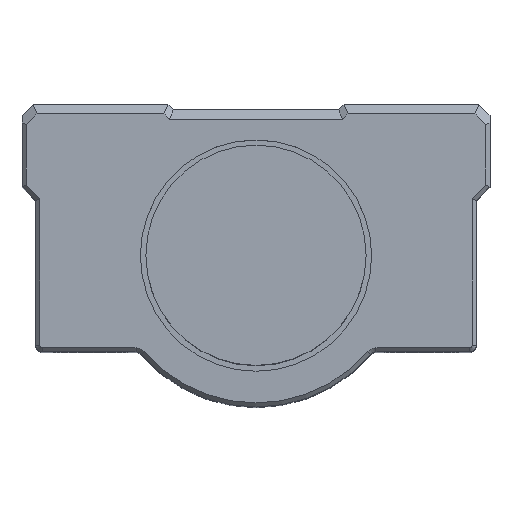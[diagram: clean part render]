
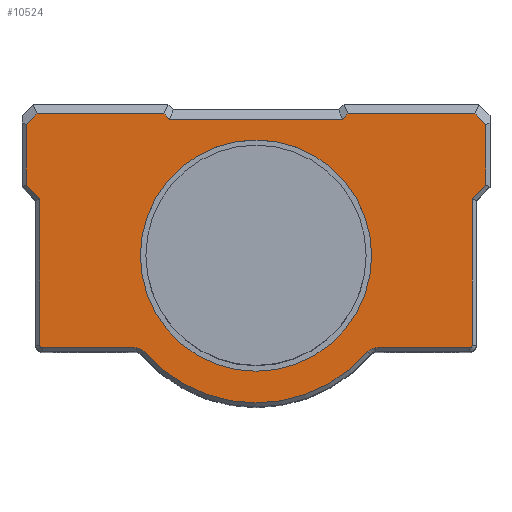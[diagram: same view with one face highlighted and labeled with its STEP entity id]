
A CAD part, top view. The second image highlights one B-rep face of the part: STEP entity #10524.
In plain terms, the highlighted planar face has unit normal (0, 0, 1).
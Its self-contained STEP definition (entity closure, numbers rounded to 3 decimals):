
#8057=CARTESIAN_POINT('',(6.69,10.3,15.0));
#8058=VERTEX_POINT('',#8057);
#8059=CARTESIAN_POINT('',(15.91,10.3,15.0));
#8060=VERTEX_POINT('',#8059);
#8061=CARTESIAN_POINT('',(6.69,10.3,15.0));
#8062=DIRECTION('',(1.0,0.0,0.0));
#8063=VECTOR('',#8062,9.22);
#8064=LINE('',#8061,#8063);
#8065=EDGE_CURVE('',#8058,#8060,#8064,.T.);
#8097=CARTESIAN_POINT('',(6.29,9.9,15.0));
#8098=VERTEX_POINT('',#8097);
#8099=CARTESIAN_POINT('',(6.29,9.9,15.0));
#8100=DIRECTION('',(0.707,0.707,0.0));
#8101=VECTOR('',#8100,0.566);
#8102=LINE('',#8099,#8101);
#8103=EDGE_CURVE('',#8098,#8058,#8102,.T.);
#8128=CARTESIAN_POINT('',(-6.29,9.9,15.0));
#8129=VERTEX_POINT('',#8128);
#8130=CARTESIAN_POINT('',(-6.29,9.9,15.0));
#8131=DIRECTION('',(1.0,0.0,0.0));
#8132=VECTOR('',#8131,12.58);
#8133=LINE('',#8130,#8132);
#8134=EDGE_CURVE('',#8129,#8098,#8133,.T.);
#8159=CARTESIAN_POINT('',(-6.69,10.3,15.0));
#8160=VERTEX_POINT('',#8159);
#8161=CARTESIAN_POINT('',(-6.69,10.3,15.0));
#8162=DIRECTION('',(0.707,-0.707,0.0));
#8163=VECTOR('',#8162,0.566);
#8164=LINE('',#8161,#8163);
#8165=EDGE_CURVE('',#8160,#8129,#8164,.T.);
#8190=CARTESIAN_POINT('',(-16.7,9.51,15.0));
#8191=VERTEX_POINT('',#8190);
#8200=CARTESIAN_POINT('',(-15.91,10.3,15.0));
#8201=VERTEX_POINT('',#8200);
#8202=CARTESIAN_POINT('',(-16.7,9.51,15.0));
#8203=DIRECTION('',(0.707,0.707,0.0));
#8204=VECTOR('',#8203,1.117);
#8205=LINE('',#8202,#8204);
#8206=EDGE_CURVE('',#8191,#8201,#8205,.T.);
#8238=CARTESIAN_POINT('',(-15.91,10.3,15.0));
#8239=DIRECTION('',(1.0,0.0,0.0));
#8240=VECTOR('',#8239,9.22);
#8241=LINE('',#8238,#8240);
#8242=EDGE_CURVE('',#8201,#8160,#8241,.T.);
#10372=CARTESIAN_POINT('',(16.7,9.51,15.0));
#10373=VERTEX_POINT('',#10372);
#10383=CARTESIAN_POINT('',(15.91,10.3,15.0));
#10384=DIRECTION('',(0.707,-0.707,0.0));
#10385=VECTOR('',#10384,1.117);
#10386=LINE('',#10383,#10385);
#10387=EDGE_CURVE('',#8060,#10373,#10386,.T.);
#10392=CARTESIAN_POINT('',(0.,1.567,15.0));
#10393=DIRECTION('',(0.0,0.0,1.0));
#10394=DIRECTION('',(1.0,0.0,0.0));
#10395=AXIS2_PLACEMENT_3D('',#10392,#10393,#10394);
#10396=PLANE('',#10395);
#10397=CARTESIAN_POINT('',(-16.7,5.124,15.0));
#10398=VERTEX_POINT('',#10397);
#10399=CARTESIAN_POINT('',(-16.7,5.124,15.0));
#10400=DIRECTION('',(0.0,1.0,0.0));
#10401=VECTOR('',#10400,4.386);
#10402=LINE('',#10399,#10401);
#10403=EDGE_CURVE('',#10398,#8191,#10402,.T.);
#10404=ORIENTED_EDGE('',*,*,#10403,.F.);
#10405=CARTESIAN_POINT('',(-15.7,4.124,15.0));
#10406=VERTEX_POINT('',#10405);
#10407=CARTESIAN_POINT('',(-15.7,4.124,15.0));
#10408=DIRECTION('',(-0.707,0.707,0.0));
#10409=VECTOR('',#10408,1.414);
#10410=LINE('',#10407,#10409);
#10411=EDGE_CURVE('',#10406,#10398,#10410,.T.);
#10412=ORIENTED_EDGE('',*,*,#10411,.F.);
#10413=CARTESIAN_POINT('',(-15.7,-6.5,15.0));
#10414=VERTEX_POINT('',#10413);
#10415=CARTESIAN_POINT('',(-15.7,-6.5,15.0));
#10416=DIRECTION('',(0.0,1.0,0.0));
#10417=VECTOR('',#10416,10.624);
#10418=LINE('',#10415,#10417);
#10419=EDGE_CURVE('',#10414,#10406,#10418,.T.);
#10420=ORIENTED_EDGE('',*,*,#10419,.F.);
#10421=CARTESIAN_POINT('',(-15.5,-6.7,15.0));
#10422=VERTEX_POINT('',#10421);
#10423=CARTESIAN_POINT('',(-15.5,-6.5,15.0));
#10424=DIRECTION('',(0.0,0.0,-1.0));
#10425=DIRECTION('',(-1.0,0.0,0.0));
#10426=AXIS2_PLACEMENT_3D('',#10423,#10424,#10425);
#10427=CIRCLE('',#10426,0.2);
#10428=EDGE_CURVE('',#10422,#10414,#10427,.T.);
#10429=ORIENTED_EDGE('',*,*,#10428,.F.);
#10430=CARTESIAN_POINT('',(-8.718,-6.7,15.0));
#10431=VERTEX_POINT('',#10430);
#10432=CARTESIAN_POINT('',(-8.718,-6.7,15.0));
#10433=DIRECTION('',(-1.0,0.0,0.0));
#10434=VECTOR('',#10433,6.782);
#10435=LINE('',#10432,#10434);
#10436=EDGE_CURVE('',#10431,#10422,#10435,.T.);
#10437=ORIENTED_EDGE('',*,*,#10436,.F.);
#10438=CARTESIAN_POINT('',(-8.111,-6.978,15.0));
#10439=VERTEX_POINT('',#10438);
#10440=CARTESIAN_POINT('',(-8.718,-7.5,15.0));
#10441=DIRECTION('',(0.0,0.0,1.0));
#10442=DIRECTION('',(0.758,0.652,0.0));
#10443=AXIS2_PLACEMENT_3D('',#10440,#10441,#10442);
#10444=CIRCLE('',#10443,0.8);
#10445=EDGE_CURVE('',#10439,#10431,#10444,.T.);
#10446=ORIENTED_EDGE('',*,*,#10445,.F.);
#10447=CARTESIAN_POINT('',(8.111,-6.978,15.0));
#10448=VERTEX_POINT('',#10447);
#10449=CARTESIAN_POINT('',(0.0,0.0,15.0));
#10450=DIRECTION('',(0.0,0.0,-1.0));
#10451=DIRECTION('',(-0.758,-0.652,0.0));
#10452=AXIS2_PLACEMENT_3D('',#10449,#10450,#10451);
#10453=CIRCLE('',#10452,10.7);
#10454=EDGE_CURVE('',#10448,#10439,#10453,.T.);
#10455=ORIENTED_EDGE('',*,*,#10454,.F.);
#10456=CARTESIAN_POINT('',(8.718,-6.7,15.0));
#10457=VERTEX_POINT('',#10456);
#10458=CARTESIAN_POINT('',(8.718,-7.5,15.0));
#10459=DIRECTION('',(0.0,0.0,1.0));
#10460=DIRECTION('',(0.0,1.0,0.0));
#10461=AXIS2_PLACEMENT_3D('',#10458,#10459,#10460);
#10462=CIRCLE('',#10461,0.8);
#10463=EDGE_CURVE('',#10457,#10448,#10462,.T.);
#10464=ORIENTED_EDGE('',*,*,#10463,.F.);
#10465=CARTESIAN_POINT('',(15.5,-6.7,15.0));
#10466=VERTEX_POINT('',#10465);
#10467=CARTESIAN_POINT('',(15.5,-6.7,15.0));
#10468=DIRECTION('',(-1.0,0.0,0.0));
#10469=VECTOR('',#10468,6.782);
#10470=LINE('',#10467,#10469);
#10471=EDGE_CURVE('',#10466,#10457,#10470,.T.);
#10472=ORIENTED_EDGE('',*,*,#10471,.F.);
#10473=CARTESIAN_POINT('',(15.7,-6.5,15.0));
#10474=VERTEX_POINT('',#10473);
#10475=CARTESIAN_POINT('',(15.5,-6.5,15.0));
#10476=DIRECTION('',(0.0,0.0,-1.0));
#10477=DIRECTION('',(0.0,-1.0,0.0));
#10478=AXIS2_PLACEMENT_3D('',#10475,#10476,#10477);
#10479=CIRCLE('',#10478,0.2);
#10480=EDGE_CURVE('',#10474,#10466,#10479,.T.);
#10481=ORIENTED_EDGE('',*,*,#10480,.F.);
#10482=CARTESIAN_POINT('',(15.7,4.124,15.0));
#10483=VERTEX_POINT('',#10482);
#10484=CARTESIAN_POINT('',(15.7,4.124,15.0));
#10485=DIRECTION('',(0.0,-1.0,0.0));
#10486=VECTOR('',#10485,10.624);
#10487=LINE('',#10484,#10486);
#10488=EDGE_CURVE('',#10483,#10474,#10487,.T.);
#10489=ORIENTED_EDGE('',*,*,#10488,.F.);
#10490=CARTESIAN_POINT('',(16.7,5.124,15.0));
#10491=VERTEX_POINT('',#10490);
#10492=CARTESIAN_POINT('',(16.7,5.124,15.0));
#10493=DIRECTION('',(-0.707,-0.707,0.0));
#10494=VECTOR('',#10493,1.414);
#10495=LINE('',#10492,#10494);
#10496=EDGE_CURVE('',#10491,#10483,#10495,.T.);
#10497=ORIENTED_EDGE('',*,*,#10496,.F.);
#10498=CARTESIAN_POINT('',(16.7,9.51,15.0));
#10499=DIRECTION('',(0.0,-1.0,0.0));
#10500=VECTOR('',#10499,4.386);
#10501=LINE('',#10498,#10500);
#10502=EDGE_CURVE('',#10373,#10491,#10501,.T.);
#10503=ORIENTED_EDGE('',*,*,#10502,.F.);
#10504=ORIENTED_EDGE('',*,*,#10387,.F.);
#10505=ORIENTED_EDGE('',*,*,#8065,.F.);
#10506=ORIENTED_EDGE('',*,*,#8103,.F.);
#10507=ORIENTED_EDGE('',*,*,#8134,.F.);
#10508=ORIENTED_EDGE('',*,*,#8165,.F.);
#10509=ORIENTED_EDGE('',*,*,#8242,.F.);
#10510=ORIENTED_EDGE('',*,*,#8206,.F.);
#10511=EDGE_LOOP('',(#10404,#10412,#10420,#10429,#10437,#10446,#10455,#10464,#10472,#10481,#10489,#10497,#10503,#10504,#10505,#10506,#10507,#10508,#10509,#10510));
#10512=FACE_OUTER_BOUND('',#10511,.T.);
#10513=CARTESIAN_POINT('',(0.0,-8.4,15.));
#10514=VERTEX_POINT('',#10513);
#10515=CARTESIAN_POINT('',(0.0,0.0,15.0));
#10516=DIRECTION('',(0.0,0.0,-1.0));
#10517=DIRECTION('',(0.0,-1.0,0.0));
#10518=AXIS2_PLACEMENT_3D('',#10515,#10516,#10517);
#10519=CIRCLE('',#10518,8.4);
#10520=EDGE_CURVE('',#10514,#10514,#10519,.T.);
#10521=ORIENTED_EDGE('',*,*,#10520,.T.);
#10522=EDGE_LOOP('',(#10521));
#10523=FACE_BOUND('',#10522,.T.);
#10524=ADVANCED_FACE('',(#10512,#10523),#10396,.T.);
